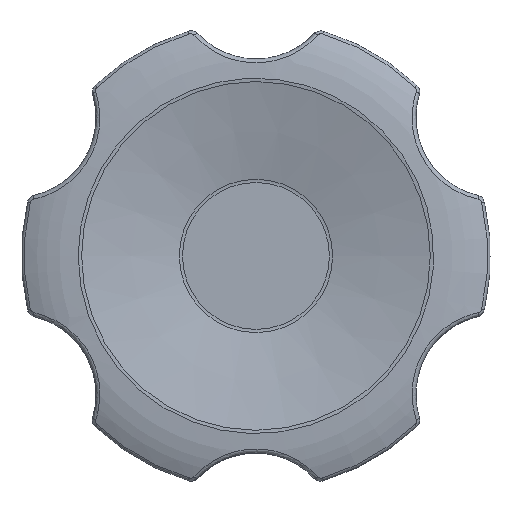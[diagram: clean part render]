
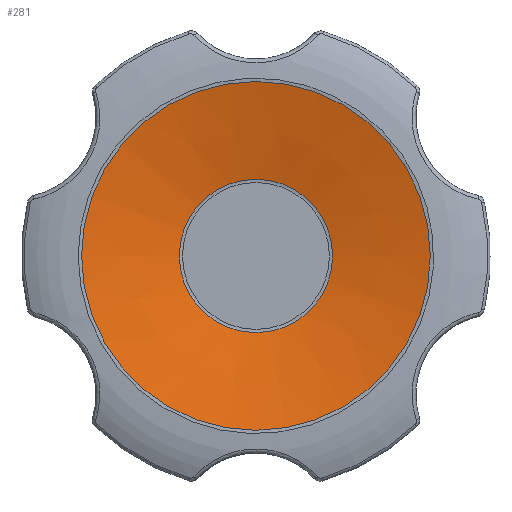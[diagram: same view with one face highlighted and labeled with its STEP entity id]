
A CAD part, top view. The second image highlights one B-rep face of the part: STEP entity #281.
In plain terms, the highlighted conical face has half-angle 76.908 degrees and reference radius 18.75 mm.
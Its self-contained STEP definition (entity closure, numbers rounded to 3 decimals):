
#281 = ADVANCED_FACE( '', ( #575, #576 ), #577, .F. );
#575 = FACE_BOUND( '', #5677, .T. );
#576 = FACE_OUTER_BOUND( '', #5678, .T. );
#577 = CONICAL_SURFACE( '', #5679, 18.75, 1.342 );
#5677 = EDGE_LOOP( '', ( #6370 ) );
#5678 = EDGE_LOOP( '', ( #6371 ) );
#5679 = AXIS2_PLACEMENT_3D( '', #6372, #6373, #6374 );
#6370 = ORIENTED_EDGE( '', *, *, #6478, .T. );
#6371 = ORIENTED_EDGE( '', *, *, #6560, .T. );
#6372 = CARTESIAN_POINT( '', ( 0., 0., 32. ) );
#6373 = DIRECTION( '', ( 0., 0., 1. ) );
#6374 = DIRECTION( '', ( 1., 0., 0. ) );
#6478 = EDGE_CURVE( '', #6807, #6807, #6808, .F. );
#6560 = EDGE_CURVE( '', #6924, #6924, #6925, .F. );
#6807 = VERTEX_POINT( '', #8295 );
#6808 = CIRCLE( '', #8296, 8.168 );
#6924 = VERTEX_POINT( '', #9375 );
#6925 = CIRCLE( '', #9376, 18.578 );
#8295 = CARTESIAN_POINT( '', ( 8.168, 0., 29.539 ) );
#8296 = AXIS2_PLACEMENT_3D( '', #10246, #10247, #10248 );
#9375 = CARTESIAN_POINT( '', ( -18.578, 0., 31.96 ) );
#9376 = AXIS2_PLACEMENT_3D( '', #10335, #10336, #10337 );
#10246 = CARTESIAN_POINT( '', ( 0., 0., 29.539 ) );
#10247 = DIRECTION( '', ( 0., 0., 1. ) );
#10248 = DIRECTION( '', ( 1., 0., 0. ) );
#10335 = CARTESIAN_POINT( '', ( 0., 0., 31.96 ) );
#10336 = DIRECTION( '', ( 0., 0., -1. ) );
#10337 = DIRECTION( '', ( -1., 0., 0. ) );
